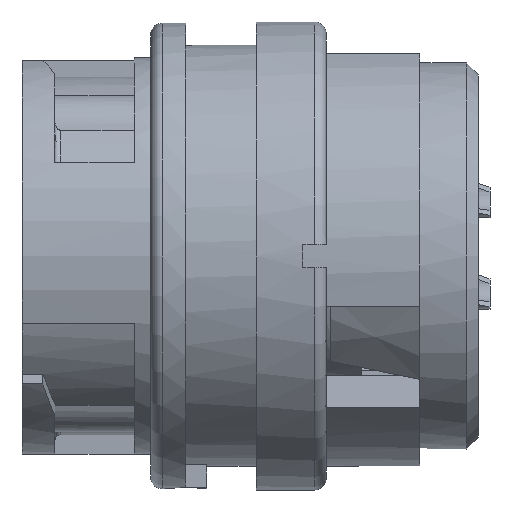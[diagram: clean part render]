
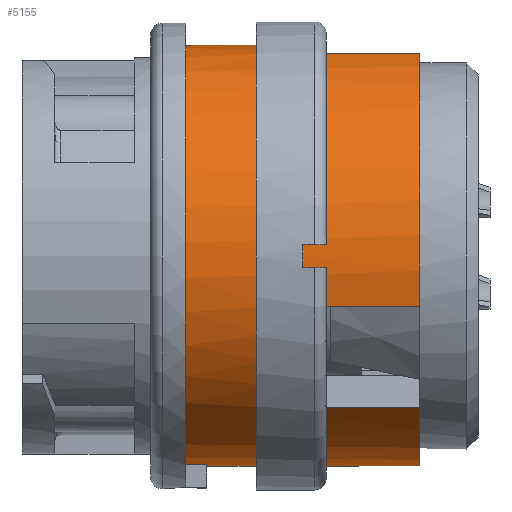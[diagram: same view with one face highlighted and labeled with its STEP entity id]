
A CAD part, front view. The second image highlights one B-rep face of the part: STEP entity #5155.
In plain terms, the highlighted cylindrical face has radius 9 mm (diameter 18 mm), a full revolution.
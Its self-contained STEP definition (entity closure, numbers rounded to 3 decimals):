
#425=CYLINDRICAL_SURFACE('',#5578,9.);
#636=LINE('',#8475,#981);
#637=LINE('',#8479,#982);
#638=LINE('',#8483,#983);
#639=LINE('',#8487,#984);
#640=LINE('',#8491,#985);
#641=LINE('',#8495,#986);
#642=LINE('',#8499,#987);
#643=LINE('',#8504,#988);
#644=LINE('',#8507,#989);
#981=VECTOR('',#6403,9.);
#982=VECTOR('',#6406,1.);
#983=VECTOR('',#6409,1.);
#984=VECTOR('',#6412,1.);
#985=VECTOR('',#6415,1.);
#986=VECTOR('',#6418,1.);
#987=VECTOR('',#6421,1.);
#988=VECTOR('',#6426,1.);
#989=VECTOR('',#6429,1.);
#1320=FACE_OUTER_BOUND('',#1611,.T.);
#1611=EDGE_LOOP('',(#3773,#3774,#3775,#3776,#3777,#3778,#3779,#3780,#3781,
#3782,#3783,#3784,#3785,#3786,#3787,#3788,#3789,#3790,#3791,#3792));
#2005=CIRCLE('',#5579,9.);
#2006=CIRCLE('',#5580,9.);
#2007=CIRCLE('',#5581,9.);
#2008=CIRCLE('',#5582,9.);
#2009=CIRCLE('',#5583,9.);
#2010=CIRCLE('',#5584,9.);
#2011=CIRCLE('',#5585,9.);
#2012=CIRCLE('',#5586,9.);
#2013=CIRCLE('',#5587,9.);
#2014=CIRCLE('',#5588,9.);
#2361=VERTEX_POINT('',#8471);
#2362=VERTEX_POINT('',#8472);
#2363=VERTEX_POINT('',#8474);
#2364=VERTEX_POINT('',#8476);
#2365=VERTEX_POINT('',#8478);
#2366=VERTEX_POINT('',#8480);
#2367=VERTEX_POINT('',#8482);
#2368=VERTEX_POINT('',#8484);
#2369=VERTEX_POINT('',#8486);
#2370=VERTEX_POINT('',#8488);
#2371=VERTEX_POINT('',#8490);
#2372=VERTEX_POINT('',#8492);
#2373=VERTEX_POINT('',#8494);
#2374=VERTEX_POINT('',#8496);
#2375=VERTEX_POINT('',#8498);
#2376=VERTEX_POINT('',#8501);
#2377=VERTEX_POINT('',#8503);
#2378=VERTEX_POINT('',#8505);
#2913=EDGE_CURVE('',#2361,#2362,#2005,.T.);
#2914=EDGE_CURVE('',#2362,#2363,#636,.T.);
#2915=EDGE_CURVE('',#2364,#2363,#2006,.T.);
#2916=EDGE_CURVE('',#2365,#2364,#637,.T.);
#2917=EDGE_CURVE('',#2366,#2365,#2007,.T.);
#2918=EDGE_CURVE('',#2367,#2366,#638,.T.);
#2919=EDGE_CURVE('',#2368,#2367,#2008,.T.);
#2920=EDGE_CURVE('',#2369,#2368,#639,.T.);
#2921=EDGE_CURVE('',#2370,#2369,#2009,.T.);
#2922=EDGE_CURVE('',#2371,#2370,#640,.T.);
#2923=EDGE_CURVE('',#2372,#2371,#2010,.T.);
#2924=EDGE_CURVE('',#2373,#2372,#641,.T.);
#2925=EDGE_CURVE('',#2374,#2373,#2011,.T.);
#2926=EDGE_CURVE('',#2375,#2374,#642,.T.);
#2927=EDGE_CURVE('',#2363,#2375,#2012,.T.);
#2928=EDGE_CURVE('',#2362,#2376,#2013,.T.);
#2929=EDGE_CURVE('',#2377,#2376,#643,.T.);
#2930=EDGE_CURVE('',#2377,#2378,#2014,.T.);
#2931=EDGE_CURVE('',#2378,#2361,#644,.T.);
#3773=ORIENTED_EDGE('',*,*,#2913,.T.);
#3774=ORIENTED_EDGE('',*,*,#2914,.T.);
#3775=ORIENTED_EDGE('',*,*,#2915,.F.);
#3776=ORIENTED_EDGE('',*,*,#2916,.F.);
#3777=ORIENTED_EDGE('',*,*,#2917,.F.);
#3778=ORIENTED_EDGE('',*,*,#2918,.F.);
#3779=ORIENTED_EDGE('',*,*,#2919,.F.);
#3780=ORIENTED_EDGE('',*,*,#2920,.F.);
#3781=ORIENTED_EDGE('',*,*,#2921,.F.);
#3782=ORIENTED_EDGE('',*,*,#2922,.F.);
#3783=ORIENTED_EDGE('',*,*,#2923,.F.);
#3784=ORIENTED_EDGE('',*,*,#2924,.F.);
#3785=ORIENTED_EDGE('',*,*,#2925,.F.);
#3786=ORIENTED_EDGE('',*,*,#2926,.F.);
#3787=ORIENTED_EDGE('',*,*,#2927,.F.);
#3788=ORIENTED_EDGE('',*,*,#2914,.F.);
#3789=ORIENTED_EDGE('',*,*,#2928,.T.);
#3790=ORIENTED_EDGE('',*,*,#2929,.F.);
#3791=ORIENTED_EDGE('',*,*,#2930,.T.);
#3792=ORIENTED_EDGE('',*,*,#2931,.T.);
#5155=ADVANCED_FACE('',(#1320),#425,.T.);
#5578=AXIS2_PLACEMENT_3D('',#8470,#6399,#6400);
#5579=AXIS2_PLACEMENT_3D('',#8473,#6401,#6402);
#5580=AXIS2_PLACEMENT_3D('',#8477,#6404,#6405);
#5581=AXIS2_PLACEMENT_3D('',#8481,#6407,#6408);
#5582=AXIS2_PLACEMENT_3D('',#8485,#6410,#6411);
#5583=AXIS2_PLACEMENT_3D('',#8489,#6413,#6414);
#5584=AXIS2_PLACEMENT_3D('',#8493,#6416,#6417);
#5585=AXIS2_PLACEMENT_3D('',#8497,#6419,#6420);
#5586=AXIS2_PLACEMENT_3D('',#8500,#6422,#6423);
#5587=AXIS2_PLACEMENT_3D('',#8502,#6424,#6425);
#5588=AXIS2_PLACEMENT_3D('',#8506,#6427,#6428);
#6399=DIRECTION('center_axis',(-1.,0.,0.));
#6400=DIRECTION('ref_axis',(0.,0.,-1.));
#6401=DIRECTION('center_axis',(1.,0.,0.));
#6402=DIRECTION('ref_axis',(0.,0.,-1.));
#6403=DIRECTION('',(1.,0.,0.));
#6404=DIRECTION('center_axis',(1.,0.,0.));
#6405=DIRECTION('ref_axis',(0.,0.,1.));
#6406=DIRECTION('',(-1.,0.,0.));
#6407=DIRECTION('center_axis',(1.,0.,0.));
#6408=DIRECTION('ref_axis',(0.,0.,-1.));
#6409=DIRECTION('',(1.,0.,0.));
#6410=DIRECTION('center_axis',(1.,0.,0.));
#6411=DIRECTION('ref_axis',(0.,0.,1.));
#6412=DIRECTION('',(-1.,0.,0.));
#6413=DIRECTION('center_axis',(1.,0.,0.));
#6414=DIRECTION('ref_axis',(0.,0.,-1.));
#6415=DIRECTION('',(1.,0.,0.));
#6416=DIRECTION('center_axis',(1.,0.,0.));
#6417=DIRECTION('ref_axis',(0.,0.,1.));
#6418=DIRECTION('',(-1.,0.,0.));
#6419=DIRECTION('center_axis',(1.,0.,0.));
#6420=DIRECTION('ref_axis',(0.,0.,-1.));
#6421=DIRECTION('',(1.,0.,0.));
#6422=DIRECTION('center_axis',(1.,0.,0.));
#6423=DIRECTION('ref_axis',(0.,0.,1.));
#6424=DIRECTION('center_axis',(1.,0.,0.));
#6425=DIRECTION('ref_axis',(0.,0.,-1.));
#6426=DIRECTION('',(-1.,0.,0.));
#6427=DIRECTION('center_axis',(1.,0.,0.));
#6428=DIRECTION('ref_axis',(0.,1.,0.));
#6429=DIRECTION('',(-1.,0.,0.));
#8470=CARTESIAN_POINT('Origin',(12.,0.,0.));
#8471=CARTESIAN_POINT('',(7.,1.15,-8.926));
#8472=CARTESIAN_POINT('',(7.,0.,9.));
#8473=CARTESIAN_POINT('Origin',(7.,0.,0.));
#8474=CARTESIAN_POINT('',(10.5,0.,9.));
#8475=CARTESIAN_POINT('',(12.,0.,9.));
#8476=CARTESIAN_POINT('',(10.5,2.5,8.646));
#8477=CARTESIAN_POINT('Origin',(10.5,0.,0.));
#8478=CARTESIAN_POINT('',(17.,2.5,8.646));
#8479=CARTESIAN_POINT('',(12.,2.5,8.646));
#8480=CARTESIAN_POINT('',(17.,8.737,-2.158));
#8481=CARTESIAN_POINT('Origin',(17.,0.,0.));
#8482=CARTESIAN_POINT('',(10.5,8.737,-2.158));
#8483=CARTESIAN_POINT('',(12.,8.737,-2.158));
#8484=CARTESIAN_POINT('',(10.5,6.237,-6.488));
#8485=CARTESIAN_POINT('Origin',(10.5,0.,0.));
#8486=CARTESIAN_POINT('',(17.,6.237,-6.488));
#8487=CARTESIAN_POINT('',(12.,6.237,-6.488));
#8488=CARTESIAN_POINT('',(17.,-6.237,-6.488));
#8489=CARTESIAN_POINT('Origin',(17.,0.,0.));
#8490=CARTESIAN_POINT('',(10.5,-6.237,-6.488));
#8491=CARTESIAN_POINT('',(12.,-6.237,-6.488));
#8492=CARTESIAN_POINT('',(10.5,-8.737,-2.158));
#8493=CARTESIAN_POINT('Origin',(10.5,0.,0.));
#8494=CARTESIAN_POINT('',(17.,-8.737,-2.158));
#8495=CARTESIAN_POINT('',(12.,-8.737,-2.158));
#8496=CARTESIAN_POINT('',(17.,-2.5,8.646));
#8497=CARTESIAN_POINT('Origin',(17.,0.,0.));
#8498=CARTESIAN_POINT('',(10.5,-2.5,8.646));
#8499=CARTESIAN_POINT('',(12.,-2.5,8.646));
#8500=CARTESIAN_POINT('Origin',(10.5,0.,0.));
#8501=CARTESIAN_POINT('',(7.,-1.15,-8.926));
#8502=CARTESIAN_POINT('Origin',(7.,0.,0.));
#8503=CARTESIAN_POINT('',(7.9,-1.15,-8.926));
#8504=CARTESIAN_POINT('',(7.9,-1.15,-8.926));
#8505=CARTESIAN_POINT('',(7.9,1.15,-8.926));
#8506=CARTESIAN_POINT('Origin',(7.9,0.,0.));
#8507=CARTESIAN_POINT('',(7.9,1.15,-8.926));
